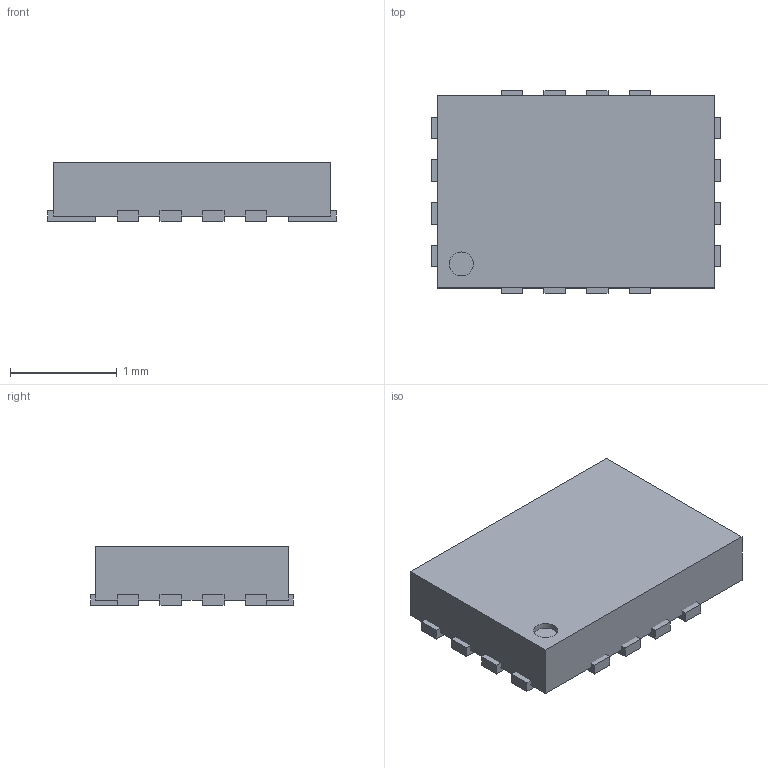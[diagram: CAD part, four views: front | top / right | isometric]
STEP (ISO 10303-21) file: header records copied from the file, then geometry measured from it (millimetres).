
FILE_DESCRIPTION( ( '' ), ' ' );
FILE_NAME( '5b3ba3f885973f0e9abbfd03.step', '2018-07-03T16:27:36', ( '' ), ( '' ), ' ', ' ', ' ' );
FILE_SCHEMA( ( 'AUTOMOTIVE_DESIGN { 1 0 10303 214 1 1 1 1 }' ) );
Length unit declared in the file: metre
Products named in the file (17): Open CASCADE STEP translator 6.8 3; Open CASCADE STEP translator 6.8 2; Open CASCADE STEP translator 6.8 1
Bounding box: 2.7 x 1.9 x 0.55 mm (x, y, z)
Volume: 2.5 mm3; surface area: 18.8 mm2
Topology: 17 solids, 17 shells, 104 faces, 207 edges, 138 vertices
Faces by surface type: plane 103, cylinder 1
Full cylindrical faces by diameter (mm): 0.225 x1
Entity records: 4666 total; most frequent: CARTESIAN_POINT 465, DIRECTION 450, ORIENTED_EDGE 412, STYLED_ITEM 310, PRESENTATION_STYLE_ASSIGNMENT 310, COLOUR_RGB 310, EDGE_CURVE 206, CURVE_STYLE 206
